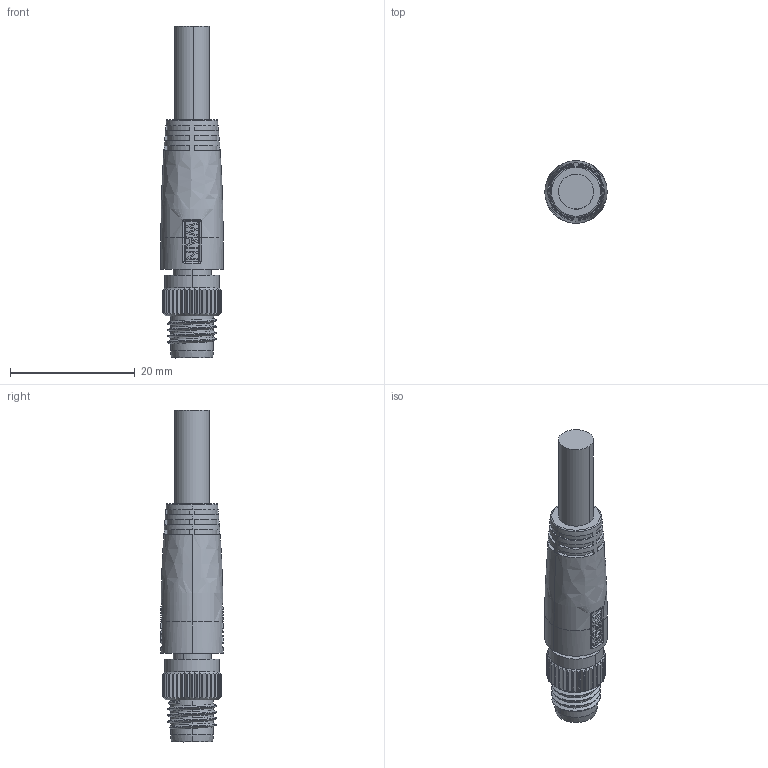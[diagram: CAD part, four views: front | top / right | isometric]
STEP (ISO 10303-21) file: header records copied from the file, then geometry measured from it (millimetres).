
FILE_DESCRIPTION(/* description */ (''),/* implementation_level */ '2;1');
FILE_NAME(/* name */ '3D-M8-M05B-T-L-PUR.stp',/* time_stamp */ '2023-08-11T09:48:17+08:00',/* author */ (''),/* organization */ (''),/* preprocessor_version */ 'ST-DEVELOPER v18.1',/* originating_system */ 'SIEMENS PLM Software NX 1980',/* authorisation */ '');
FILE_SCHEMA (('AUTOMOTIVE_DESIGN { 1 0 10303 214 3 1 1 1 }'));
Length unit declared in the file: millimetre
Products named in the file (1): 3D-M8-M05B-T-L-PUR
Bounding box: 10 x 10 x 53.25 mm (x, y, z)
Volume: 2670.5 mm3; surface area: 1871.9 mm2
Topology: 1 solids, 2 shells, 385 faces, 1036 edges, 674 vertices
Faces by surface type: plane 215, cylinder 110, torus 21, cone 20, bspline 12, sphere 5, revolution 2
Full cylindrical faces by diameter (mm): 1 x5
Entity records: 13452 total; most frequent: CARTESIAN_POINT 4694, ORIENTED_EDGE 2032, DIRECTION 1465, EDGE_CURVE 1016, VERTEX_POINT 664, AXIS2_PLACEMENT_3D 550, B_SPLINE_CURVE_WITH_KNOTS 475, EDGE_LOOP 414
